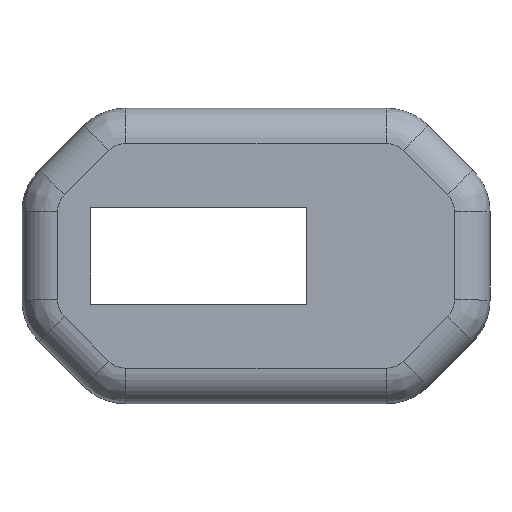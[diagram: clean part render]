
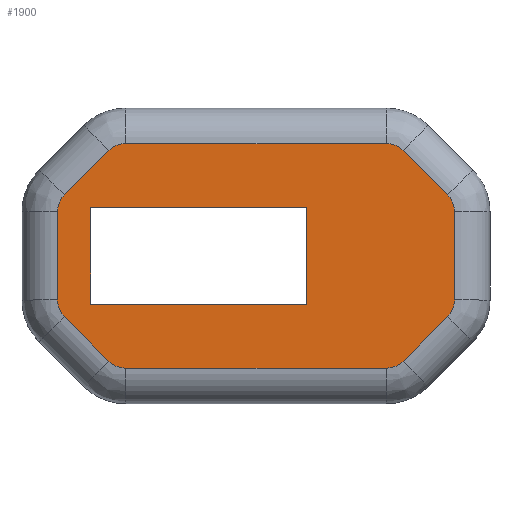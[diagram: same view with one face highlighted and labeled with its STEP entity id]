
A CAD part, top view. The second image highlights one B-rep face of the part: STEP entity #1900.
In plain terms, the highlighted planar face has unit normal (0, 0, 1).
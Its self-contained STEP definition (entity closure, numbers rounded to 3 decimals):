
#41=FACE_BOUND('',#325,.T.);
#59=CIRCLE('',#2035,4.);
#60=CIRCLE('',#2036,4.);
#61=CIRCLE('',#2037,4.);
#62=CIRCLE('',#2038,4.);
#63=CIRCLE('',#2039,4.);
#64=CIRCLE('',#2040,4.);
#65=CIRCLE('',#2041,4.);
#66=CIRCLE('',#2042,4.);
#210=FACE_OUTER_BOUND('',#324,.T.);
#324=EDGE_LOOP('',(#1339,#1340,#1341,#1342,#1343,#1344,#1345,#1346,#1347,
#1348,#1349,#1350,#1351,#1352,#1353,#1354));
#325=EDGE_LOOP('',(#1355,#1356,#1357,#1358));
#485=LINE('',#2936,#665);
#486=LINE('',#2940,#666);
#487=LINE('',#2944,#667);
#488=LINE('',#2948,#668);
#489=LINE('',#2952,#669);
#490=LINE('',#2956,#670);
#491=LINE('',#2960,#671);
#492=LINE('',#2963,#672);
#493=LINE('',#2966,#673);
#494=LINE('',#2968,#674);
#495=LINE('',#2970,#675);
#496=LINE('',#2971,#676);
#665=VECTOR('',#2317,10.);
#666=VECTOR('',#2320,10.);
#667=VECTOR('',#2323,10.);
#668=VECTOR('',#2326,10.);
#669=VECTOR('',#2329,10.);
#670=VECTOR('',#2332,10.);
#671=VECTOR('',#2335,10.);
#672=VECTOR('',#2338,10.);
#673=VECTOR('',#2339,10.);
#674=VECTOR('',#2340,10.);
#675=VECTOR('',#2341,10.);
#676=VECTOR('',#2342,10.);
#843=VERTEX_POINT('',#2932);
#844=VERTEX_POINT('',#2933);
#845=VERTEX_POINT('',#2935);
#846=VERTEX_POINT('',#2937);
#847=VERTEX_POINT('',#2939);
#848=VERTEX_POINT('',#2941);
#849=VERTEX_POINT('',#2943);
#850=VERTEX_POINT('',#2945);
#851=VERTEX_POINT('',#2947);
#852=VERTEX_POINT('',#2949);
#853=VERTEX_POINT('',#2951);
#854=VERTEX_POINT('',#2953);
#855=VERTEX_POINT('',#2955);
#856=VERTEX_POINT('',#2957);
#857=VERTEX_POINT('',#2959);
#858=VERTEX_POINT('',#2961);
#859=VERTEX_POINT('',#2964);
#860=VERTEX_POINT('',#2965);
#861=VERTEX_POINT('',#2967);
#862=VERTEX_POINT('',#2969);
#1033=EDGE_CURVE('',#843,#844,#59,.T.);
#1034=EDGE_CURVE('',#845,#843,#485,.T.);
#1035=EDGE_CURVE('',#846,#845,#60,.T.);
#1036=EDGE_CURVE('',#847,#846,#486,.T.);
#1037=EDGE_CURVE('',#848,#847,#61,.T.);
#1038=EDGE_CURVE('',#849,#848,#487,.T.);
#1039=EDGE_CURVE('',#850,#849,#62,.T.);
#1040=EDGE_CURVE('',#851,#850,#488,.T.);
#1041=EDGE_CURVE('',#852,#851,#63,.T.);
#1042=EDGE_CURVE('',#853,#852,#489,.T.);
#1043=EDGE_CURVE('',#854,#853,#64,.T.);
#1044=EDGE_CURVE('',#855,#854,#490,.T.);
#1045=EDGE_CURVE('',#856,#855,#65,.T.);
#1046=EDGE_CURVE('',#857,#856,#491,.T.);
#1047=EDGE_CURVE('',#858,#857,#66,.T.);
#1048=EDGE_CURVE('',#844,#858,#492,.T.);
#1049=EDGE_CURVE('',#859,#860,#493,.T.);
#1050=EDGE_CURVE('',#860,#861,#494,.T.);
#1051=EDGE_CURVE('',#861,#862,#495,.T.);
#1052=EDGE_CURVE('',#862,#859,#496,.T.);
#1339=ORIENTED_EDGE('',*,*,#1033,.F.);
#1340=ORIENTED_EDGE('',*,*,#1034,.F.);
#1341=ORIENTED_EDGE('',*,*,#1035,.F.);
#1342=ORIENTED_EDGE('',*,*,#1036,.F.);
#1343=ORIENTED_EDGE('',*,*,#1037,.F.);
#1344=ORIENTED_EDGE('',*,*,#1038,.F.);
#1345=ORIENTED_EDGE('',*,*,#1039,.F.);
#1346=ORIENTED_EDGE('',*,*,#1040,.F.);
#1347=ORIENTED_EDGE('',*,*,#1041,.F.);
#1348=ORIENTED_EDGE('',*,*,#1042,.F.);
#1349=ORIENTED_EDGE('',*,*,#1043,.F.);
#1350=ORIENTED_EDGE('',*,*,#1044,.F.);
#1351=ORIENTED_EDGE('',*,*,#1045,.F.);
#1352=ORIENTED_EDGE('',*,*,#1046,.F.);
#1353=ORIENTED_EDGE('',*,*,#1047,.F.);
#1354=ORIENTED_EDGE('',*,*,#1048,.F.);
#1355=ORIENTED_EDGE('',*,*,#1049,.T.);
#1356=ORIENTED_EDGE('',*,*,#1050,.T.);
#1357=ORIENTED_EDGE('',*,*,#1051,.T.);
#1358=ORIENTED_EDGE('',*,*,#1052,.T.);
#1848=PLANE('',#2034);
#1900=ADVANCED_FACE('',(#210,#41),#1848,.T.);
#2034=AXIS2_PLACEMENT_3D('',#2931,#2313,#2314);
#2035=AXIS2_PLACEMENT_3D('',#2934,#2315,#2316);
#2036=AXIS2_PLACEMENT_3D('',#2938,#2318,#2319);
#2037=AXIS2_PLACEMENT_3D('',#2942,#2321,#2322);
#2038=AXIS2_PLACEMENT_3D('',#2946,#2324,#2325);
#2039=AXIS2_PLACEMENT_3D('',#2950,#2327,#2328);
#2040=AXIS2_PLACEMENT_3D('',#2954,#2330,#2331);
#2041=AXIS2_PLACEMENT_3D('',#2958,#2333,#2334);
#2042=AXIS2_PLACEMENT_3D('',#2962,#2336,#2337);
#2313=DIRECTION('center_axis',(0.,0.,
1.));
#2314=DIRECTION('ref_axis',(1.,0.,0.));
#2315=DIRECTION('center_axis',(0.,0.,
-1.));
#2316=DIRECTION('ref_axis',(-0.383,0.924,0.));
#2317=DIRECTION('',(0.707,0.707,0.));
#2318=DIRECTION('center_axis',(0.,0.,
-1.));
#2319=DIRECTION('ref_axis',(-0.924,0.383,0.));
#2320=DIRECTION('',(0.,1.,0.));
#2321=DIRECTION('center_axis',(0.,0.,
-1.));
#2322=DIRECTION('ref_axis',(-0.924,-0.383,0.));
#2323=DIRECTION('',(-0.707,0.707,0.));
#2324=DIRECTION('center_axis',(0.,0.,
-1.));
#2325=DIRECTION('ref_axis',(-0.383,-0.924,0.));
#2326=DIRECTION('',(-1.,0.,0.));
#2327=DIRECTION('center_axis',(0.,0.,
-1.));
#2328=DIRECTION('ref_axis',(0.383,-0.924,0.));
#2329=DIRECTION('',(-0.707,-0.707,0.));
#2330=DIRECTION('center_axis',(0.,0.,
-1.));
#2331=DIRECTION('ref_axis',(0.924,-0.383,0.));
#2332=DIRECTION('',(0.,-1.,0.));
#2333=DIRECTION('center_axis',(0.,0.,
-1.));
#2334=DIRECTION('ref_axis',(0.924,0.383,0.));
#2335=DIRECTION('',(0.707,-0.707,0.));
#2336=DIRECTION('center_axis',(0.,0.,
-1.));
#2337=DIRECTION('ref_axis',(0.383,0.924,0.));
#2338=DIRECTION('',(1.,0.,0.));
#2339=DIRECTION('',(-1.,0.,0.));
#2340=DIRECTION('',(0.,1.,0.));
#2341=DIRECTION('',(1.,0.,0.));
#2342=DIRECTION('',(0.,-1.,0.));
#2931=CARTESIAN_POINT('Origin',(0.,25.,113.3));
#2932=CARTESIAN_POINT('',(-24.899,42.828,113.3));
#2933=CARTESIAN_POINT('',(-22.071,44.,113.3));
#2934=CARTESIAN_POINT('Origin',(-22.071,40.,113.3));
#2935=CARTESIAN_POINT('',(-32.428,35.299,113.3));
#2936=CARTESIAN_POINT('',(-23.132,44.596,113.3));
#2937=CARTESIAN_POINT('',(-33.6,32.471,113.3));
#2938=CARTESIAN_POINT('Origin',(-29.6,32.471,113.3));
#2939=CARTESIAN_POINT('',(-33.6,17.529,113.3));
#2940=CARTESIAN_POINT('',(-33.6,28.736,113.3));
#2941=CARTESIAN_POINT('',(-32.428,14.701,113.3));
#2942=CARTESIAN_POINT('Origin',(-29.6,17.529,113.3));
#2943=CARTESIAN_POINT('',(-24.899,7.172,113.3));
#2944=CARTESIAN_POINT('',(-26.896,9.168,113.3));
#2945=CARTESIAN_POINT('',(-22.071,6.,113.3));
#2946=CARTESIAN_POINT('Origin',(-22.071,10.,113.3));
#2947=CARTESIAN_POINT('',(22.071,6.,113.3));
#2948=CARTESIAN_POINT('',(-11.036,6.,113.3));
#2949=CARTESIAN_POINT('',(24.899,7.172,113.3));
#2950=CARTESIAN_POINT('Origin',(22.071,10.,113.3));
#2951=CARTESIAN_POINT('',(32.428,14.701,113.3));
#2952=CARTESIAN_POINT('',(23.132,5.404,113.3));
#2953=CARTESIAN_POINT('',(33.6,17.529,113.3));
#2954=CARTESIAN_POINT('Origin',(29.6,17.529,113.3));
#2955=CARTESIAN_POINT('',(33.6,32.471,113.3));
#2956=CARTESIAN_POINT('',(33.6,21.264,113.3));
#2957=CARTESIAN_POINT('',(32.428,35.299,113.3));
#2958=CARTESIAN_POINT('Origin',(29.6,32.471,113.3));
#2959=CARTESIAN_POINT('',(24.899,42.828,113.3));
#2960=CARTESIAN_POINT('',(26.896,40.832,113.3));
#2961=CARTESIAN_POINT('',(22.071,44.,113.3));
#2962=CARTESIAN_POINT('Origin',(22.071,40.,113.3));
#2963=CARTESIAN_POINT('',(11.036,44.,113.3));
#2964=CARTESIAN_POINT('',(8.6,16.8,113.3));
#2965=CARTESIAN_POINT('',(-28.,16.8,113.3));
#2966=CARTESIAN_POINT('',(4.3,16.8,113.3));
#2967=CARTESIAN_POINT('',(-28.,33.2,113.3));
#2968=CARTESIAN_POINT('',(-28.,20.9,113.3));
#2969=CARTESIAN_POINT('',(8.6,33.2,113.3));
#2970=CARTESIAN_POINT('',(-14.,33.2,113.3));
#2971=CARTESIAN_POINT('',(8.6,29.1,113.3));
